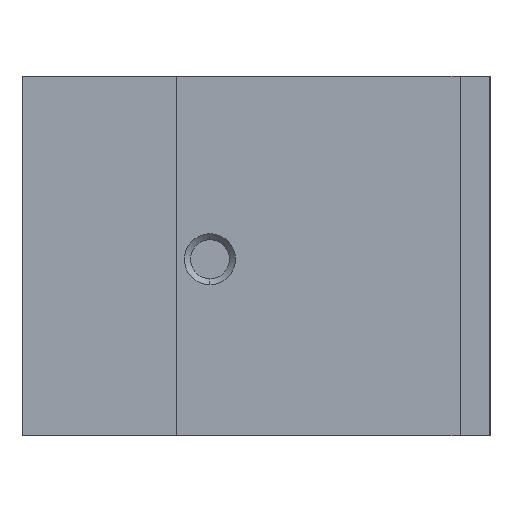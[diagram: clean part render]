
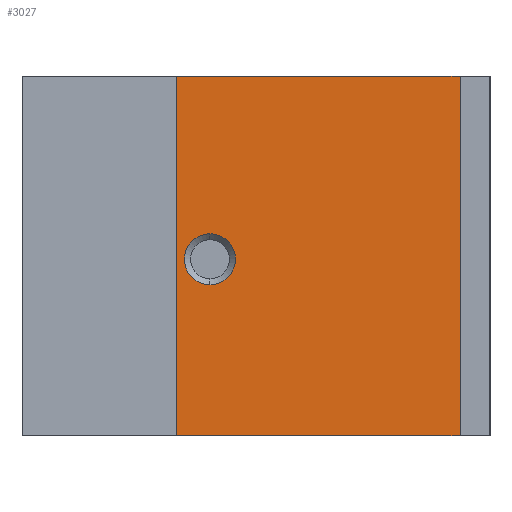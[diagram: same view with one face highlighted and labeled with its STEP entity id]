
A CAD part, left-side view. The second image highlights one B-rep face of the part: STEP entity #3027.
In plain terms, the highlighted planar face has unit normal (-1, 0, 0).
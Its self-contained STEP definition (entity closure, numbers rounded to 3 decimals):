
#6 = DIRECTION ( 'NONE',  ( 0., 1., 0. ) ) ;
#37 = DIRECTION ( 'NONE',  ( 0., 1., 0. ) ) ;
#46 = DIRECTION ( 'NONE',  ( 1., 0., 0. ) ) ;
#54 = DIRECTION ( 'NONE',  ( 1., 0., 0. ) ) ;
#164 = LINE ( 'NONE', #2755, #1547 ) ;
#185 = CARTESIAN_POINT ( 'NONE',  ( -5., 46.709, 29.454 ) ) ;
#273 = CARTESIAN_POINT ( 'NONE',  ( -5., 5., 0. ) ) ;
#431 = EDGE_LOOP ( 'NONE', ( #863, #2149 ) ) ;
#447 = CARTESIAN_POINT ( 'NONE',  ( -5., 52.3, 60. ) ) ;
#535 = FACE_BOUND ( 'NONE', #431, .T. ) ;
#572 = VECTOR ( 'NONE', #858, 1000. ) ;
#676 = CARTESIAN_POINT ( 'NONE',  ( -5., 5., 60. ) ) ;
#679 = VECTOR ( 'NONE', #1482, 1000. ) ;
#733 = CIRCLE ( 'NONE', #2835, 4.25 ) ;
#858 = DIRECTION ( 'NONE',  ( 0., -1., 0. ) ) ;
#863 = ORIENTED_EDGE ( 'NONE', *, *, #1714, .T. ) ;
#893 = CARTESIAN_POINT ( 'NONE',  ( -5., 5., 60. ) ) ;
#948 = CIRCLE ( 'NONE', #2403, 4.25 ) ;
#1281 = LINE ( 'NONE', #447, #679 ) ;
#1288 = EDGE_CURVE ( 'NONE', #2685, #1576, #1693, .T. ) ;
#1456 = DIRECTION ( 'NONE',  ( 0., -1., 0. ) ) ;
#1482 = DIRECTION ( 'NONE',  ( 0., 0., -1. ) ) ;
#1515 = CARTESIAN_POINT ( 'NONE',  ( -5., 46.709, 33.704 ) ) ;
#1547 = VECTOR ( 'NONE', #1991, 1000. ) ;
#1572 = FACE_OUTER_BOUND ( 'NONE', #1938, .T. ) ;
#1576 = VERTEX_POINT ( 'NONE', #893 ) ;
#1602 = AXIS2_PLACEMENT_3D ( 'NONE', #2345, #54, #37 ) ;
#1674 = CARTESIAN_POINT ( 'NONE',  ( -5., 5., 0. ) ) ;
#1693 = LINE ( 'NONE', #676, #2187 ) ;
#1714 = EDGE_CURVE ( 'NONE', #2855, #3197, #733, .T. ) ;
#1840 = EDGE_CURVE ( 'NONE', #3197, #2855, #948, .T. ) ;
#1848 = CARTESIAN_POINT ( 'NONE',  ( -5., 46.709, 29.454 ) ) ;
#1938 = EDGE_LOOP ( 'NONE', ( #2068, #3336, #2481, #3283 ) ) ;
#1991 = DIRECTION ( 'NONE',  ( 0., 0., -1. ) ) ;
#2068 = ORIENTED_EDGE ( 'NONE', *, *, #3048, .T. ) ;
#2149 = ORIENTED_EDGE ( 'NONE', *, *, #1840, .T. ) ;
#2187 = VECTOR ( 'NONE', #1456, 1000. ) ;
#2256 = CARTESIAN_POINT ( 'NONE',  ( -5., 52.3, 60. ) ) ;
#2288 = CARTESIAN_POINT ( 'NONE',  ( -5., 46.709, 25.204 ) ) ;
#2345 = CARTESIAN_POINT ( 'NONE',  ( -5., 5., 60. ) ) ;
#2364 = PLANE ( 'NONE',  #1602 ) ;
#2373 = EDGE_CURVE ( 'NONE', #2685, #3295, #1281, .T. ) ;
#2403 = AXIS2_PLACEMENT_3D ( 'NONE', #1848, #46, #6 ) ;
#2481 = ORIENTED_EDGE ( 'NONE', *, *, #1288, .F. ) ;
#2506 = CARTESIAN_POINT ( 'NONE',  ( -5., 52.3, 0. ) ) ;
#2659 = LINE ( 'NONE', #1674, #572 ) ;
#2685 = VERTEX_POINT ( 'NONE', #2256 ) ;
#2719 = EDGE_CURVE ( 'NONE', #1576, #2946, #164, .T. ) ;
#2755 = CARTESIAN_POINT ( 'NONE',  ( -5., 5., 60. ) ) ;
#2835 = AXIS2_PLACEMENT_3D ( 'NONE', #185, #3003, #2967 ) ;
#2855 = VERTEX_POINT ( 'NONE', #1515 ) ;
#2946 = VERTEX_POINT ( 'NONE', #273 ) ;
#2967 = DIRECTION ( 'NONE',  ( 0., 1., 0. ) ) ;
#3003 = DIRECTION ( 'NONE',  ( 1., 0., 0. ) ) ;
#3027 = ADVANCED_FACE ( 'NONE', ( #535, #1572 ), #2364, .F. ) ;
#3048 = EDGE_CURVE ( 'NONE', #3295, #2946, #2659, .T. ) ;
#3197 = VERTEX_POINT ( 'NONE', #2288 ) ;
#3283 = ORIENTED_EDGE ( 'NONE', *, *, #2373, .T. ) ;
#3295 = VERTEX_POINT ( 'NONE', #2506 ) ;
#3336 = ORIENTED_EDGE ( 'NONE', *, *, #2719, .F. ) ;
